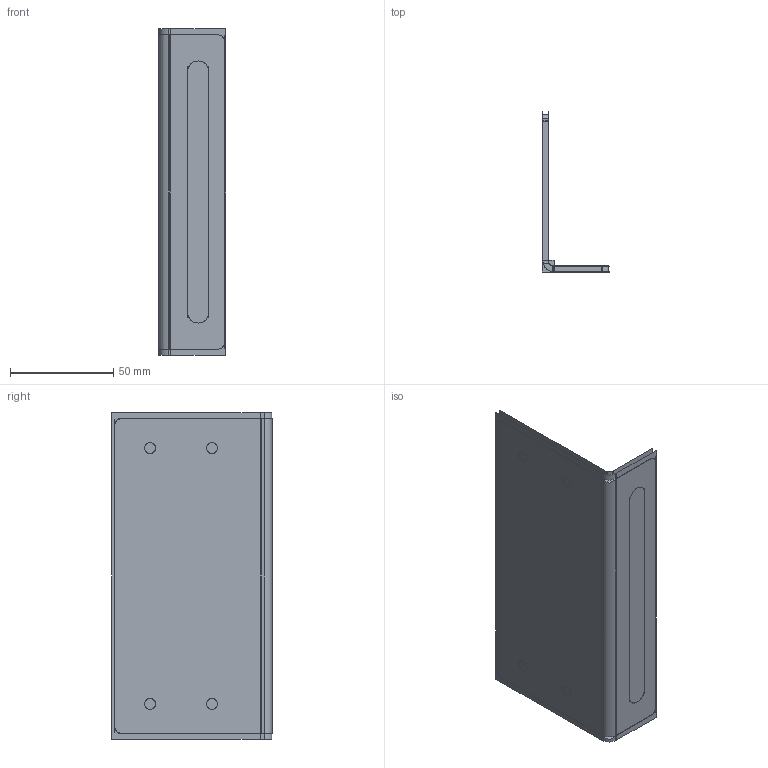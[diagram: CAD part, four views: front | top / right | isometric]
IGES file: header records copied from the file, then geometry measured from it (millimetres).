
Start section:  PTC IGES file: 190447.igs
Global section: file name: 190447.igs; native system: Creo Parametric by Parametric Technology Corporation; preprocessor: 2013230; author: pdmadmin; organization: Unknown; date: 20151022.065344; units: millimetre
Bounding box: 32.51 x 77.85 x 158.5 mm (x, y, z)
Volume: 37556.5 mm3; surface area: 130142.1 mm2
Topology: 1 solids, 1 shells, 60 faces, 304 edges, 384 vertices
Faces by surface type: revolution 32, bspline 28
